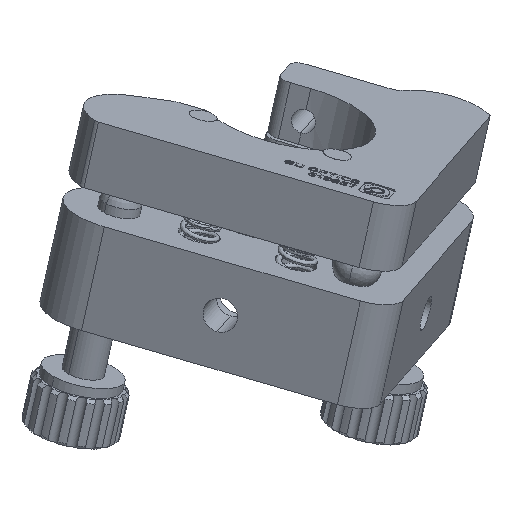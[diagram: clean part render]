
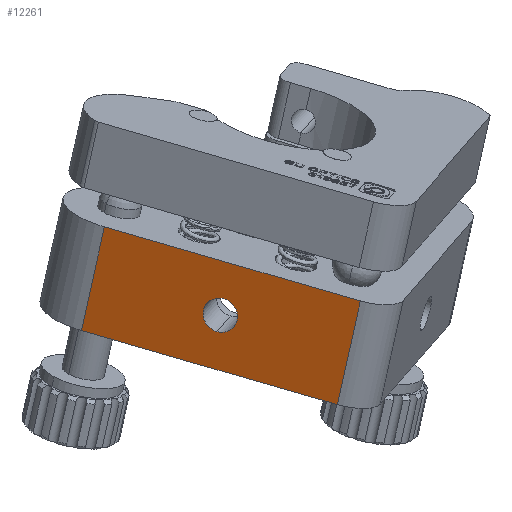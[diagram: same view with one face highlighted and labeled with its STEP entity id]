
A CAD part, front view. The second image highlights one B-rep face of the part: STEP entity #12261.
In plain terms, the highlighted planar face has unit normal (-0.252, -0.923, -0.291).
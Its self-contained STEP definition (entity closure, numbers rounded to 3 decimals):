
#186 = CARTESIAN_POINT ( 'NONE',  ( -613.95, -1732.196, -514.865 ) ) ;
#1077 = EDGE_CURVE ( 'NONE', #6126, #12268, #35697, .T. ) ;
#1777 = FACE_BOUND ( 'NONE', #28210, .T. ) ;
#2399 = CARTESIAN_POINT ( 'NONE',  ( -613.95, -1732.196, -514.865 ) ) ;
#3421 = AXIS2_PLACEMENT_3D ( 'NONE', #30800, #32768, #32818 ) ;
#3604 = CARTESIAN_POINT ( 'NONE',  ( -598.261, -1731.875, -529.505 ) ) ;
#3918 = ORIENTED_EDGE ( 'NONE', *, *, #1077, .F. ) ;
#4198 = VERTEX_POINT ( 'NONE', #15161 ) ;
#4665 = EDGE_CURVE ( 'NONE', #6126, #41762, #21556, .T. ) ;
#5353 = CARTESIAN_POINT ( 'NONE',  ( -617.154, -1726.757, -529.349 ) ) ;
#6126 = VERTEX_POINT ( 'NONE', #2399 ) ;
#7422 = PLANE ( 'NONE',  #37225 ) ;
#8945 = VECTOR ( 'NONE', #14441, 1000. ) ;
#9312 = EDGE_CURVE ( 'NONE', #41762, #4198, #35072, .T. ) ;
#9548 = EDGE_CURVE ( 'NONE', #25763, #17871, #30947, .T. ) ;
#9697 = EDGE_CURVE ( 'NONE', #12268, #4198, #18629, .T. ) ;
#10626 = DIRECTION ( 'NONE',  ( 0.946, -0.172, -0.274 ) ) ;
#10804 = DIRECTION ( 'NONE',  ( -0.252, -0.923, -0.291 ) ) ;
#12261 = ADVANCED_FACE ( 'NONE', ( #1777, #26946 ), #7422, .T. ) ;
#12268 = VERTEX_POINT ( 'NONE', #17279 ) ;
#12633 = EDGE_CURVE ( 'NONE', #17871, #25763, #14531, .T. ) ;
#14441 = DIRECTION ( 'NONE',  ( 0.946, -0.172, -0.274 ) ) ;
#14531 = CIRCLE ( 'NONE', #17259, 2.5 ) ;
#15161 = CARTESIAN_POINT ( 'NONE',  ( -581.39, -1733.276, -539.708 ) ) ;
#15201 = CARTESIAN_POINT ( 'NONE',  ( -597.755, -1732.736, -527.213 ) ) ;
#16868 = DIRECTION ( 'NONE',  ( -0.203, 0.344, -0.917 ) ) ;
#17259 = AXIS2_PLACEMENT_3D ( 'NONE', #15201, #38089, #18526 ) ;
#17279 = CARTESIAN_POINT ( 'NONE',  ( -578.186, -1738.715, -525.224 ) ) ;
#17871 = VERTEX_POINT ( 'NONE', #41156 ) ;
#18526 = DIRECTION ( 'NONE',  ( -0.203, 0.344, -0.917 ) ) ;
#18629 = LINE ( 'NONE', #38273, #34996 ) ;
#20177 = ORIENTED_EDGE ( 'NONE', *, *, #9548, .F. ) ;
#20537 = VECTOR ( 'NONE', #27116, 1000. ) ;
#21556 = LINE ( 'NONE', #186, #20537 ) ;
#22384 = ORIENTED_EDGE ( 'NONE', *, *, #12633, .F. ) ;
#23169 = ORIENTED_EDGE ( 'NONE', *, *, #4665, .T. ) ;
#25763 = VERTEX_POINT ( 'NONE', #3604 ) ;
#25838 = ORIENTED_EDGE ( 'NONE', *, *, #9697, .F. ) ;
#26946 = FACE_OUTER_BOUND ( 'NONE', #34609, .T. ) ;
#27116 = DIRECTION ( 'NONE',  ( -0.203, 0.344, -0.917 ) ) ;
#28210 = EDGE_LOOP ( 'NONE', ( #20177, #22384 ) ) ;
#30442 = CARTESIAN_POINT ( 'NONE',  ( -578.186, -1738.715, -525.224 ) ) ;
#30800 = CARTESIAN_POINT ( 'NONE',  ( -597.755, -1732.736, -527.213 ) ) ;
#30947 = CIRCLE ( 'NONE', #3421, 2.5 ) ;
#32768 = DIRECTION ( 'NONE',  ( -0.252, -0.923, -0.291 ) ) ;
#32818 = DIRECTION ( 'NONE',  ( -0.203, 0.344, -0.917 ) ) ;
#33749 = DIRECTION ( 'NONE',  ( 0.946, -0.172, -0.274 ) ) ;
#34296 = ORIENTED_EDGE ( 'NONE', *, *, #9312, .T. ) ;
#34609 = EDGE_LOOP ( 'NONE', ( #34296, #25838, #3918, #23169 ) ) ;
#34676 = VECTOR ( 'NONE', #10626, 1000. ) ;
#34996 = VECTOR ( 'NONE', #16868, 1000. ) ;
#35072 = LINE ( 'NONE', #35701, #8945 ) ;
#35697 = LINE ( 'NONE', #37855, #34676 ) ;
#35701 = CARTESIAN_POINT ( 'NONE',  ( -581.39, -1733.276, -539.708 ) ) ;
#37225 = AXIS2_PLACEMENT_3D ( 'NONE', #30442, #10804, #33749 ) ;
#37855 = CARTESIAN_POINT ( 'NONE',  ( -578.186, -1738.715, -525.224 ) ) ;
#38089 = DIRECTION ( 'NONE',  ( -0.252, -0.923, -0.291 ) ) ;
#38273 = CARTESIAN_POINT ( 'NONE',  ( -578.186, -1738.715, -525.224 ) ) ;
#41156 = CARTESIAN_POINT ( 'NONE',  ( -597.248, -1733.597, -524.922 ) ) ;
#41762 = VERTEX_POINT ( 'NONE', #5353 ) ;
